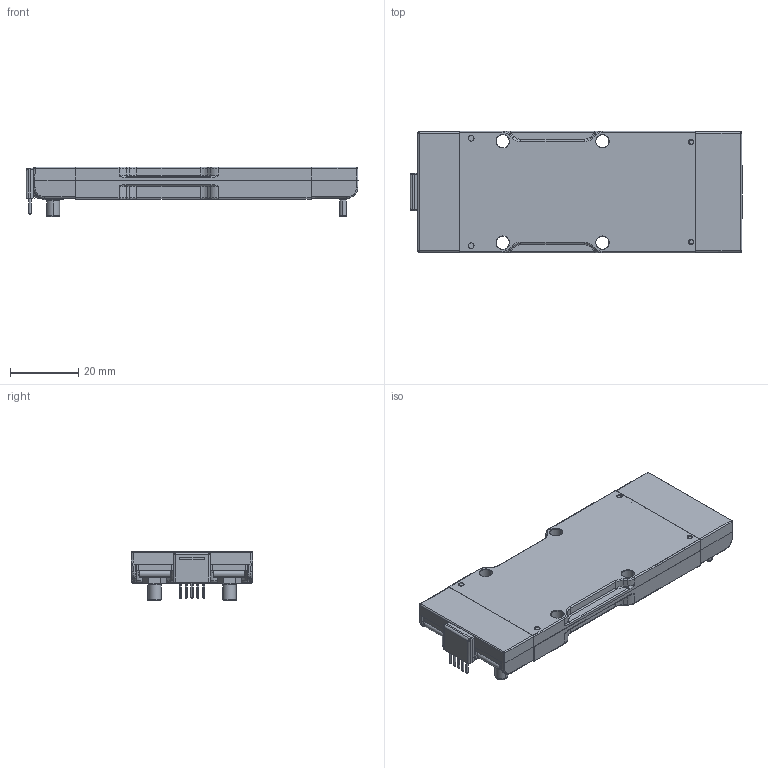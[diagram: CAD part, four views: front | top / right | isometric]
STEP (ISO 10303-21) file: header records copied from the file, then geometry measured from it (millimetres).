
FILE_DESCRIPTION (( 'STEP AP214' ), '1' );
FILE_NAME ('VIA_3714_longpin WEBSITE VERSION.STEP', '2020-12-15T20:41:47', ( '' ), ( '' ), 'SwSTEP 2.0', 'SolidWorks 2017', '' );
FILE_SCHEMA (( 'AUTOMOTIVE_DESIGN' ));
Length unit declared in the file: millimetre
Products named in the file (1): VIA_3714_longpin WEBSITE VERSION
Bounding box: 97.33 x 35.54 x 14.62 mm (x, y, z)
Volume: 49400.8 mm3; surface area: 23068.4 mm2
Topology: 29 solids, 36 shells, 1307 faces, 3378 edges, 2191 vertices
Faces by surface type: plane 562, cylinder 458, bspline 149, cone 138
Entity records: 78769 total; most frequent: CARTESIAN_POINT 32953, ORIENTED_EDGE 6756, DIRECTION 6085, EDGE_CURVE 3378, VERTEX_POINT 2191, AXIS2_PLACEMENT_3D 2117, LINE 1851, VECTOR 1851
